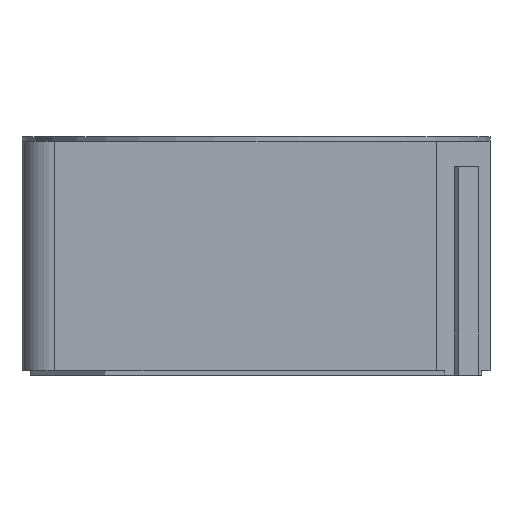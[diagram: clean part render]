
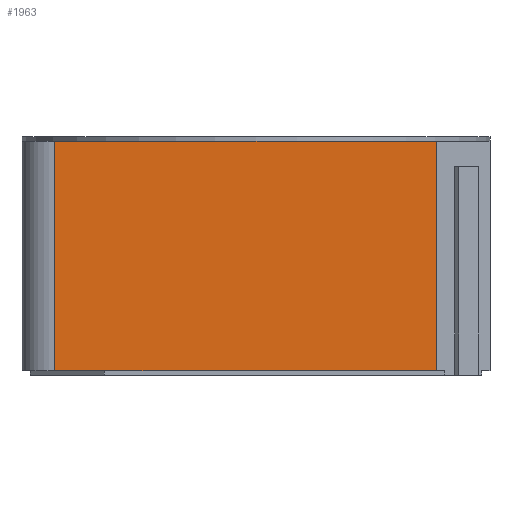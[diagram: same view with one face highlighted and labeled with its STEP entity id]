
A CAD part, front view. The second image highlights one B-rep face of the part: STEP entity #1963.
In plain terms, the highlighted planar face has unit normal (0, -1, 0).
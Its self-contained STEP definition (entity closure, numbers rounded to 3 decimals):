
#218=ORIENTED_EDGE('',*,*,#612,.F.);
#219=ORIENTED_EDGE('',*,*,#613,.T.);
#220=ORIENTED_EDGE('',*,*,#600,.T.);
#221=ORIENTED_EDGE('',*,*,#594,.T.);
#222=ORIENTED_EDGE('',*,*,#614,.F.);
#594=EDGE_CURVE('',#793,#792,#908,.T.);
#600=EDGE_CURVE('',#796,#793,#913,.T.);
#612=EDGE_CURVE('',#804,#805,#922,.T.);
#613=EDGE_CURVE('',#804,#796,#923,.F.);
#614=EDGE_CURVE('',#805,#792,#924,.T.);
#792=VERTEX_POINT('',#2728);
#793=VERTEX_POINT('',#2730);
#796=VERTEX_POINT('',#2740);
#804=VERTEX_POINT('',#2761);
#805=VERTEX_POINT('',#2762);
#908=LINE('',#2729,#1064);
#913=LINE('',#2739,#1069);
#922=LINE('',#2760,#1078);
#923=LINE('',#2763,#1079);
#924=LINE('',#2764,#1080);
#1064=VECTOR('',#2206,1000.);
#1069=VECTOR('',#2215,1000.);
#1078=VECTOR('',#2232,1000.);
#1079=VECTOR('',#2233,1000.);
#1080=VECTOR('',#2234,1000.);
#1184=EDGE_LOOP('',(#218,#219,#220,#221,#222));
#1267=FACE_BOUND('',#1184,.T.);
#1347=PLANE('',#2053);
#1963=ADVANCED_FACE('',(#1267),#1347,.T.);
#2053=AXIS2_PLACEMENT_3D('',#2759,#2230,#2231);
#2206=DIRECTION('',(0.,0.,1.));
#2215=DIRECTION('',(1.,0.,0.));
#2230=DIRECTION('',(0.,-1.,0.));
#2231=DIRECTION('',(1.,0.,0.));
#2232=DIRECTION('',(1.,0.,0.));
#2233=DIRECTION('',(0.,0.,1.));
#2234=DIRECTION('',(1.,0.,0.));
#2728=CARTESIAN_POINT('',(2.199,-2.85,1.));
#2729=CARTESIAN_POINT('',(2.199,-2.85,-1.8));
#2730=CARTESIAN_POINT('',(2.199,-2.85,-1.8));
#2739=CARTESIAN_POINT('',(-2.85,-2.85,-1.8));
#2740=CARTESIAN_POINT('',(-2.45,-2.85,-1.8));
#2759=CARTESIAN_POINT('',(0.,-2.85,-1.8));
#2760=CARTESIAN_POINT('',(-2.85,-2.85,1.));
#2761=CARTESIAN_POINT('',(-2.45,-2.85,1.));
#2762=CARTESIAN_POINT('',(0.,-2.85,1.));
#2763=CARTESIAN_POINT('',(-2.45,-2.85,-1.8));
#2764=CARTESIAN_POINT('',(0.,-2.85,1.));
